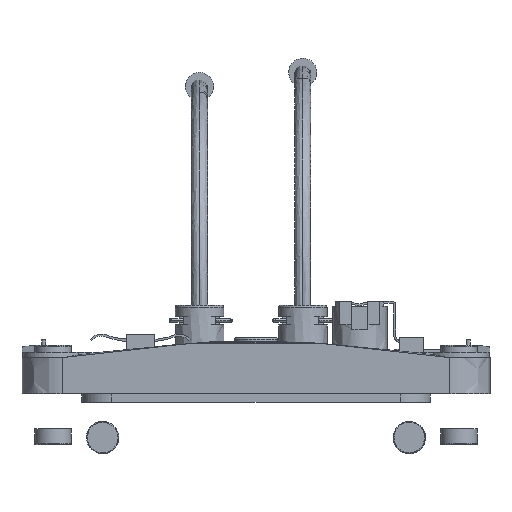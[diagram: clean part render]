
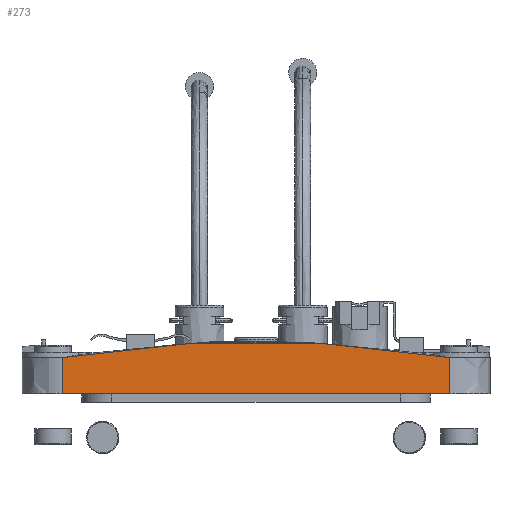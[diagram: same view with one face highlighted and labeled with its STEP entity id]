
A CAD part, front view. The second image highlights one B-rep face of the part: STEP entity #273.
In plain terms, the highlighted planar face has unit normal (0, -1, 0).
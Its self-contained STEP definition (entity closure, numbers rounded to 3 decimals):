
#273=ADVANCED_FACE('',(#743),#7192,.T.);
#743=FACE_OUTER_BOUND('',#1221,.T.);
#1221=EDGE_LOOP('',(#2338,#2339,#2340,#2341));
#2338=ORIENTED_EDGE('',*,*,#4332,.F.);
#2339=ORIENTED_EDGE('',*,*,#4340,.F.);
#2340=ORIENTED_EDGE('',*,*,#4273,.F.);
#2341=ORIENTED_EDGE('',*,*,#4343,.F.);
#4273=EDGE_CURVE('',#6441,#6446,#5843,.T.);
#4332=EDGE_CURVE('',#6485,#6481,#5862,.T.);
#4340=EDGE_CURVE('',#6446,#6485,#5870,.T.);
#4343=EDGE_CURVE('',#6481,#6441,#5873,.T.);
#5843=(
BOUNDED_CURVE()
B_SPLINE_CURVE(2,(#11231,#11232,#11233),.UNSPECIFIED.,.F.,.F.)
B_SPLINE_CURVE_WITH_KNOTS((3,3),(105.,201.444),.UNSPECIFIED.)
CURVE()
GEOMETRIC_REPRESENTATION_ITEM()
RATIONAL_B_SPLINE_CURVE((1.,0.986,1.))
REPRESENTATION_ITEM('')
);
#5862=(
BOUNDED_CURVE()
B_SPLINE_CURVE(2,(#11507,#11508,#11509),.UNSPECIFIED.,.F.,.F.)
B_SPLINE_CURVE_WITH_KNOTS((3,3),(210.444,306.444),
 .UNSPECIFIED.)
CURVE()
GEOMETRIC_REPRESENTATION_ITEM()
RATIONAL_B_SPLINE_CURVE((1.,1.,1.))
REPRESENTATION_ITEM('')
);
#5870=(
BOUNDED_CURVE()
B_SPLINE_CURVE(3,(#11533,#11534,#11535,#11536),.UNSPECIFIED.,.F.,.F.)
B_SPLINE_CURVE_WITH_KNOTS((4,4),(-9.,0.),.UNSPECIFIED.)
CURVE()
GEOMETRIC_REPRESENTATION_ITEM()
RATIONAL_B_SPLINE_CURVE((1.,1.,1.,1.))
REPRESENTATION_ITEM('')
);
#5873=(
BOUNDED_CURVE()
B_SPLINE_CURVE(2,(#11544,#11545,#11546),.UNSPECIFIED.,.F.,.F.)
B_SPLINE_CURVE_WITH_KNOTS((3,3),(96.,105.),.UNSPECIFIED.)
CURVE()
GEOMETRIC_REPRESENTATION_ITEM()
RATIONAL_B_SPLINE_CURVE((1.,1.,1.))
REPRESENTATION_ITEM('')
);
#6441=VERTEX_POINT('',#9884);
#6446=VERTEX_POINT('',#9889);
#6481=VERTEX_POINT('',#9924);
#6485=VERTEX_POINT('',#9928);
#7192=PLANE('',#7585);
#7585=AXIS2_PLACEMENT_3D('',#8657,#7893,$);
#7893=DIRECTION('',(0.,-1.,0.));
#8657=CARTESIAN_POINT('',(42.1,79.8,13.13));
#9884=CARTESIAN_POINT('',(42.1,79.8,9.));
#9889=CARTESIAN_POINT('',(138.1,79.8,9.));
#9924=CARTESIAN_POINT('',(42.1,79.8,0.));
#9928=CARTESIAN_POINT('',(138.1,79.8,0.));
#11231=CARTESIAN_POINT('',(42.1,79.8,9.));
#11232=CARTESIAN_POINT('',(90.1,79.8,17.056));
#11233=CARTESIAN_POINT('',(138.1,79.8,9.));
#11507=CARTESIAN_POINT('',(138.1,79.8,0.));
#11508=CARTESIAN_POINT('',(90.1,79.8,0.));
#11509=CARTESIAN_POINT('',(42.1,79.8,0.));
#11533=CARTESIAN_POINT('',(138.1,79.8,9.));
#11534=CARTESIAN_POINT('',(138.1,79.8,6.));
#11535=CARTESIAN_POINT('',(138.1,79.8,3.));
#11536=CARTESIAN_POINT('',(138.1,79.8,0.));
#11544=CARTESIAN_POINT('',(42.1,79.8,0.));
#11545=CARTESIAN_POINT('',(42.1,79.8,4.5));
#11546=CARTESIAN_POINT('',(42.1,79.8,9.));
